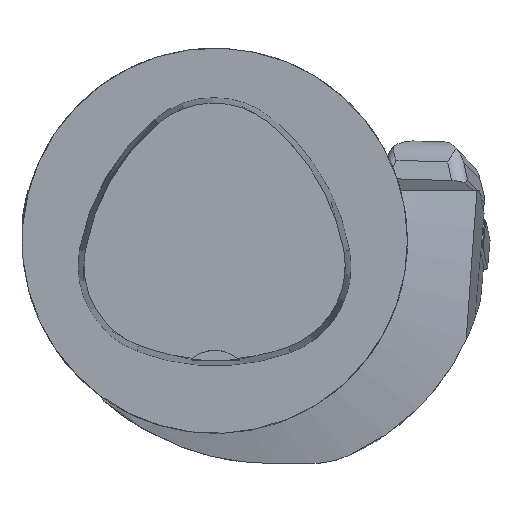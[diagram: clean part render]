
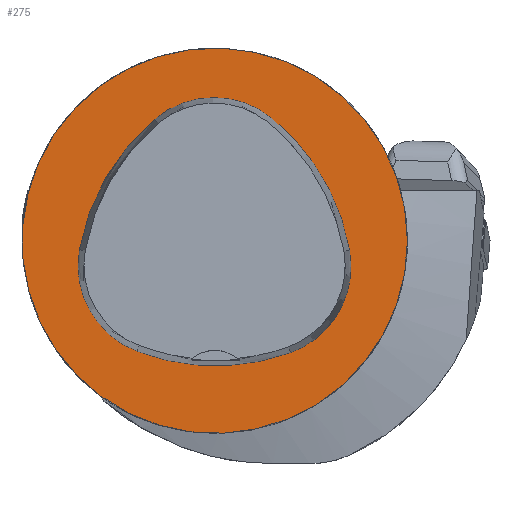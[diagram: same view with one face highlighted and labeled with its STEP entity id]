
A CAD part, top view. The second image highlights one B-rep face of the part: STEP entity #275.
In plain terms, the highlighted planar face has unit normal (0, 0, 1).
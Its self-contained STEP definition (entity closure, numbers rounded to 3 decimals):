
#275=ADVANCED_FACE('',(#664,#665),#346,.T.);
#346=PLANE('',#1830);
#664=FACE_BOUND('',#713,.T.);
#665=FACE_BOUND('',#714,.T.);
#713=EDGE_LOOP('',(#972,#973,#974,#975,#976,#977));
#714=EDGE_LOOP('',(#978));
#972=ORIENTED_EDGE('',*,*,#1520,.F.);
#973=ORIENTED_EDGE('',*,*,#1515,.F.);
#974=ORIENTED_EDGE('',*,*,#1510,.F.);
#975=ORIENTED_EDGE('',*,*,#1507,.F.);
#976=ORIENTED_EDGE('',*,*,#1504,.F.);
#977=ORIENTED_EDGE('',*,*,#1500,.F.);
#978=ORIENTED_EDGE('',*,*,#1474,.T.);
#1301=VERTEX_POINT('',#2648);
#1322=VERTEX_POINT('',#2749);
#1323=VERTEX_POINT('',#2750);
#1326=VERTEX_POINT('',#2758);
#1328=VERTEX_POINT('',#2764);
#1330=VERTEX_POINT('',#2770);
#1334=VERTEX_POINT('',#2783);
#1474=EDGE_CURVE('',#1301,#1301,#1632,.T.);
#1500=EDGE_CURVE('',#1322,#1323,#1636,.T.);
#1504=EDGE_CURVE('',#1323,#1326,#1638,.T.);
#1507=EDGE_CURVE('',#1326,#1328,#1640,.T.);
#1510=EDGE_CURVE('',#1328,#1330,#1642,.T.);
#1515=EDGE_CURVE('',#1330,#1334,#1645,.T.);
#1520=EDGE_CURVE('',#1334,#1322,#1648,.T.);
#1632=CIRCLE('',#1794,31.5);
#1636=CIRCLE('',#1808,36.);
#1638=CIRCLE('',#1811,15.);
#1640=CIRCLE('',#1814,36.);
#1642=CIRCLE('',#1817,15.);
#1645=CIRCLE('',#1821,36.);
#1648=CIRCLE('',#1825,15.);
#1794=AXIS2_PLACEMENT_3D('',#2647,#2075,#2076);
#1808=AXIS2_PLACEMENT_3D('',#2748,#2108,#2109);
#1811=AXIS2_PLACEMENT_3D('',#2757,#2116,#2117);
#1814=AXIS2_PLACEMENT_3D('',#2763,#2123,#2124);
#1817=AXIS2_PLACEMENT_3D('',#2769,#2130,#2131);
#1821=AXIS2_PLACEMENT_3D('',#2782,#2139,#2140);
#1825=AXIS2_PLACEMENT_3D('',#2795,#2148,#2149);
#1830=AXIS2_PLACEMENT_3D('',#2800,#2158,#2159);
#2075=DIRECTION('',(0.,0.,1.));
#2076=DIRECTION('',(1.,0.,0.));
#2108=DIRECTION('',(0.,0.,1.));
#2109=DIRECTION('',(1.,0.,0.));
#2116=DIRECTION('',(0.,0.,1.));
#2117=DIRECTION('',(1.,0.,0.));
#2123=DIRECTION('',(0.,0.,1.));
#2124=DIRECTION('',(1.,0.,0.));
#2130=DIRECTION('',(0.,0.,1.));
#2131=DIRECTION('',(1.,0.,0.));
#2139=DIRECTION('',(0.,0.,1.));
#2140=DIRECTION('',(1.,0.,0.));
#2148=DIRECTION('',(0.,0.,1.));
#2149=DIRECTION('',(1.,0.,0.));
#2158=DIRECTION('',(0.,0.,1.));
#2159=DIRECTION('',(-1.,0.,0.));
#2647=CARTESIAN_POINT('',(0.,0.,0.));
#2648=CARTESIAN_POINT('',(31.5,0.,0.));
#2748=CARTESIAN_POINT('',(-13.398,-7.893,0.));
#2749=CARTESIAN_POINT('',(22.041,-1.562,0.));
#2750=CARTESIAN_POINT('',(9.317,20.036,0.));
#2757=CARTESIAN_POINT('',(-0.148,8.399,0.));
#2758=CARTESIAN_POINT('',(-9.779,19.898,0.));
#2763=CARTESIAN_POINT('',(13.337,-7.7,0.));
#2764=CARTESIAN_POINT('',(-22.122,-1.48,0.));
#2769=CARTESIAN_POINT('',(-7.347,-4.071,0.));
#2770=CARTESIAN_POINT('',(-12.693,-18.087,0.));
#2782=CARTESIAN_POINT('',(0.137,15.55,0.));
#2783=CARTESIAN_POINT('',(12.373,-18.307,0.));
#2795=CARTESIAN_POINT('',(7.275,-4.2,0.));
#2800=CARTESIAN_POINT('',(0.,0.,0.));
